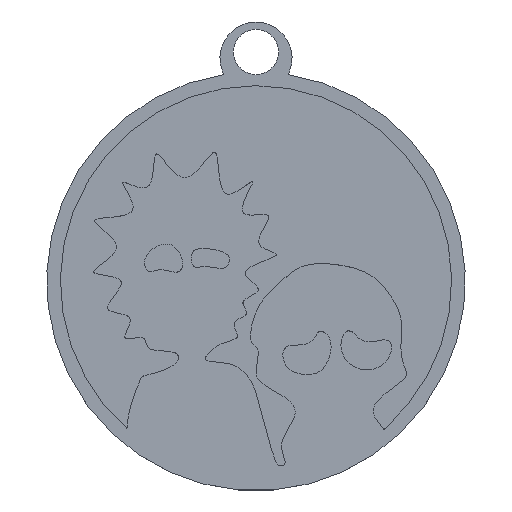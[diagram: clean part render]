
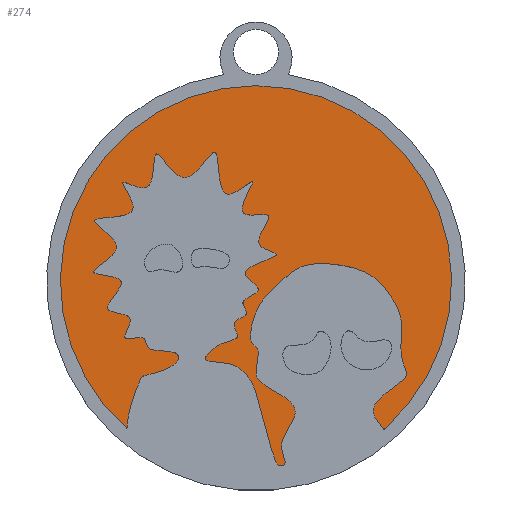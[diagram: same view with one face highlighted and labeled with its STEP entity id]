
A CAD part, top view. The second image highlights one B-rep face of the part: STEP entity #274.
In plain terms, the highlighted planar face has unit normal (0, 0, 1).
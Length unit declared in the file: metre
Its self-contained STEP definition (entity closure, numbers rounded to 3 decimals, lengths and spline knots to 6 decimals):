
#43=B_SPLINE_CURVE_WITH_KNOTS('',3,(#641,#642,#643,#644,#645,#646,#647,
#648,#649,#650,#651,#652,#653,#654,#655,#656,#657,#658,#659,#660,#661,#662,
#663,#664,#665,#666,#667,#668,#669,#670,#671,#672,#673,#674,#675,#676,#677,
#678,#679,#680,#681,#682,#683,#684,#685,#686,#687,#688,#689,#690,#691,#692,
#693,#694,#695,#696,#697,#698,#699,#700,#701,#702,#703,#704,#705,#706),
 .UNSPECIFIED.,.T.,.F.,(1,3,1,1,1,1,1,1,1,1,1,1,1,1,1,1,1,1,1,1,1,1,1,1,
1,1,1,1,1,1,1,1,1,1,1,1,1,1,1,1,1,1,1,1,1,1,1,1,1,1,1,1,1,1,1,1,1,1,1,1,
1,1,1,1,3,1),(-0.012492,0.,0.022288,0.030667,
0.048134,0.057917,0.074302,0.084875,
0.098042,0.112034,0.127261,0.14444,
0.161081,0.179175,0.197435,0.216871,
0.233861,0.24944,0.267592,0.28653,0.30603,
0.326405,0.343316,0.361101,0.376904,
0.393774,0.407856,0.426434,0.440954,
0.454654,0.465444,0.477694,0.489174,
0.502715,0.517086,0.536522,0.567642,
0.575799,0.589734,0.608432,0.6272,
0.639058,0.649995,0.662304,0.671752,
0.69004,0.707506,0.7248,0.745399,
0.762934,0.780802,0.794679,0.810963,0.823848,
0.832415,0.84696,0.86285,0.875253,
0.884929,0.88726,0.906314,0.933955,
0.96331,0.987508,1.,1.022288),.UNSPECIFIED.);
#44=B_SPLINE_CURVE_WITH_KNOTS('',3,(#711,#712,#713,#714),.UNSPECIFIED.,
 .F.,.F.,(4,4),(0.885375,0.887707),
 .PIECEWISE_BEZIER_KNOTS.);
#71=ORIENTED_EDGE('',*,*,#125,.F.);
#72=ORIENTED_EDGE('',*,*,#126,.T.);
#73=ORIENTED_EDGE('',*,*,#127,.F.);
#74=ORIENTED_EDGE('',*,*,#128,.T.);
#125=EDGE_CURVE('',#153,#154,#43,.F.);
#126=EDGE_CURVE('',#153,#155,#171,.T.);
#127=EDGE_CURVE('',#156,#155,#44,.T.);
#128=EDGE_CURVE('',#156,#154,#172,.T.);
#153=VERTEX_POINT('',#707);
#154=VERTEX_POINT('',#708);
#155=VERTEX_POINT('',#710);
#156=VERTEX_POINT('',#715);
#171=CIRCLE('',#415,0.017805);
#172=CIRCLE('',#416,0.017805);
#186=EDGE_LOOP('',(#71,#72,#73,#74));
#220=FACE_BOUND('',#186,.T.);
#245=PLANE('',#414);
#274=ADVANCED_FACE('',(#220),#245,.T.);
#414=AXIS2_PLACEMENT_3D('',#640,#457,#458);
#415=AXIS2_PLACEMENT_3D('',#709,#459,#460);
#416=AXIS2_PLACEMENT_3D('',#716,#461,#462);
#457=DIRECTION('',(0.,0.,1.));
#458=DIRECTION('',(1.,0.,0.));
#459=DIRECTION('',(0.,0.,1.));
#460=DIRECTION('',(1.,0.,0.));
#461=DIRECTION('',(0.,0.,1.));
#462=DIRECTION('',(1.,0.,0.));
#640=CARTESIAN_POINT('',(-0.001323,-0.001627,0.002813));
#641=CARTESIAN_POINT('',(-0.014543,-0.01893,0.002813));
#642=CARTESIAN_POINT('',(-0.014596,-0.017774,0.002813));
#643=CARTESIAN_POINT('',(-0.013397,-0.014205,0.002813));
#644=CARTESIAN_POINT('',(-0.012851,-0.014104,0.002813));
#645=CARTESIAN_POINT('',(-0.009827,-0.013362,0.002813));
#646=CARTESIAN_POINT('',(-0.009741,-0.011641,0.002813));
#647=CARTESIAN_POINT('',(-0.013027,-0.012146,0.002813));
#648=CARTESIAN_POINT('',(-0.012635,-0.010199,0.002813));
#649=CARTESIAN_POINT('',(-0.015679,-0.011368,0.002813));
#650=CARTESIAN_POINT('',(-0.013125,-0.008233,0.002813));
#651=CARTESIAN_POINT('',(-0.017924,-0.008675,0.002813));
#652=CARTESIAN_POINT('',(-0.013221,-0.004833,0.002813));
#653=CARTESIAN_POINT('',(-0.019686,-0.005186,0.002813));
#654=CARTESIAN_POINT('',(-0.013343,-0.002476,0.002813));
#655=CARTESIAN_POINT('',(-0.019944,0.000725,0.002813));
#656=CARTESIAN_POINT('',(-0.012046,-0.000211,0.002813));
#657=CARTESIAN_POINT('',(-0.016391,0.004756,0.002813));
#658=CARTESIAN_POINT('',(-0.011675,0.001493,0.002813));
#659=CARTESIAN_POINT('',(-0.012562,0.008385,0.002813));
#660=CARTESIAN_POINT('',(-0.009258,0.001522,0.002813));
#661=CARTESIAN_POINT('',(-0.005766,0.008976,0.002813));
#662=CARTESIAN_POINT('',(-0.006652,0.000177,0.002813));
#663=CARTESIAN_POINT('',(-0.001598,0.005397,0.002813));
#664=CARTESIAN_POINT('',(-0.005612,-0.000453,0.002813));
#665=CARTESIAN_POINT('',(-0.00008,0.001372,0.002813));
#666=CARTESIAN_POINT('',(-0.003965,-0.002576,0.002813));
#667=CARTESIAN_POINT('',(0.000932,-0.003028,0.002813));
#668=CARTESIAN_POINT('',(-0.005603,-0.004473,0.002813));
#669=CARTESIAN_POINT('',(-0.001332,-0.006444,0.002813));
#670=CARTESIAN_POINT('',(-0.004744,-0.007196,0.002813));
#671=CARTESIAN_POINT('',(-0.003017,-0.00865,0.002813));
#672=CARTESIAN_POINT('',(-0.005424,-0.009115,0.002813));
#673=CARTESIAN_POINT('',(-0.00388,-0.010883,0.002813));
#674=CARTESIAN_POINT('',(-0.006132,-0.010933,0.002813));
#675=CARTESIAN_POINT('',(-0.00856,-0.01339,0.002813));
#676=CARTESIAN_POINT('',(-0.002172,-0.01184,0.002813));
#677=CARTESIAN_POINT('',(-0.001684,-0.022807,0.002813));
#678=CARTESIAN_POINT('',(0.000246,-0.022182,0.002813));
#679=CARTESIAN_POINT('',(-0.001243,-0.020164,0.002813));
#680=CARTESIAN_POINT('',(0.002116,-0.017071,0.002813));
#681=CARTESIAN_POINT('',(-0.001859,-0.015226,0.002813));
#682=CARTESIAN_POINT('',(-0.002881,-0.014334,0.002813));
#683=CARTESIAN_POINT('',(-0.002718,-0.013144,0.002813));
#684=CARTESIAN_POINT('',(-0.002441,-0.01156,0.002813));
#685=CARTESIAN_POINT('',(-0.003624,-0.01119,0.002813));
#686=CARTESIAN_POINT('',(-0.002831,-0.007598,0.002813));
#687=CARTESIAN_POINT('',(-0.000786,-0.005826,0.002813));
#688=CARTESIAN_POINT('',(0.001331,-0.003657,0.002813));
#689=CARTESIAN_POINT('',(0.005584,-0.004026,0.002813));
#690=CARTESIAN_POINT('',(0.00822,-0.005053,0.002813));
#691=CARTESIAN_POINT('',(0.010085,-0.007682,0.002813));
#692=CARTESIAN_POINT('',(0.010579,-0.009402,0.002813));
#693=CARTESIAN_POINT('',(0.010233,-0.011923,0.002813));
#694=CARTESIAN_POINT('',(0.010721,-0.013414,0.002813));
#695=CARTESIAN_POINT('',(0.011117,-0.014271,0.002813));
#696=CARTESIAN_POINT('',(0.009292,-0.015378,0.002813));
#697=CARTESIAN_POINT('',(0.007337,-0.017199,0.002813));
#698=CARTESIAN_POINT('',(0.008463,-0.018445,0.002813));
#699=CARTESIAN_POINT('',(0.009006,-0.019312,0.002813));
#700=CARTESIAN_POINT('',(0.008844,-0.019328,0.002813));
#701=CARTESIAN_POINT('',(0.005736,-0.021934,0.002813));
#702=CARTESIAN_POINT('',(-0.000681,-0.023982,0.002813));
#703=CARTESIAN_POINT('',(-0.008611,-0.023202,0.002813));
#704=CARTESIAN_POINT('',(-0.013571,-0.020153,0.002813));
#705=CARTESIAN_POINT('',(-0.014512,-0.019578,0.002813));
#706=CARTESIAN_POINT('',(-0.014543,-0.01893,0.002813));
#707=CARTESIAN_POINT('',(0.00882,-0.019032,0.002813));
#708=CARTESIAN_POINT('',(-0.014543,-0.01893,0.002813));
#709=CARTESIAN_POINT('',(-0.002803,-0.005544,0.002813));
#710=CARTESIAN_POINT('',(0.00892,-0.018946,0.002813));
#711=CARTESIAN_POINT('',(0.008958,-0.018912,0.002813));
#712=CARTESIAN_POINT('',(0.008958,-0.018929,0.002813));
#713=CARTESIAN_POINT('',(0.008946,-0.018931,0.002813));
#714=CARTESIAN_POINT('',(0.00892,-0.018946,0.002813));
#715=CARTESIAN_POINT('',(0.008958,-0.018912,0.002813));
#716=CARTESIAN_POINT('',(-0.002803,-0.005544,0.002813));
